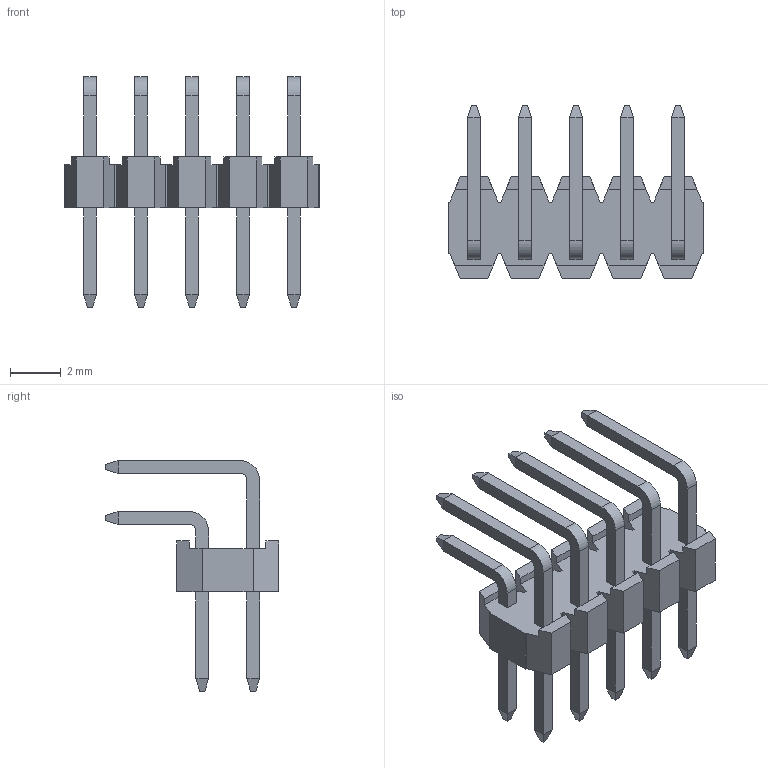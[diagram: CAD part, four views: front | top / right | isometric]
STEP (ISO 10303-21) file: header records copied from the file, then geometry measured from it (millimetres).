
FILE_DESCRIPTION(/* description */ (''),/* implementation_level */ '2;1');
FILE_NAME(/* name */ '314-021-010-xx.stp',/* time_stamp */ '2025-04-08T15:43:58+02:00',/* author */ ('Andreas.Larin'),/* organization */ (''),/* preprocessor_version */ 'ST-DEVELOPER v20',/* originating_system */ 'Autodesk Inventor 2025',/* authorisation */ '');
FILE_SCHEMA (('AUTOMOTIVE_DESIGN { 1 0 10303 214 3 1 1 }'));
Length unit declared in the file: centimetre
Products named in the file (1): 314-021-010-xx
Bounding box: 10 x 6.8 x 9.05 mm (x, y, z)
Volume: 86.8 mm3; surface area: 348.5 mm2
Topology: 1 solids, 1 shells, 286 faces, 712 edges, 448 vertices
Faces by surface type: plane 266, cylinder 20
Entity records: 8299 total; most frequent: CARTESIAN_POINT 1447, ORIENTED_EDGE 1424, DIRECTION 1326, EDGE_CURVE 712, LINE 672, VECTOR 672, VERTEX_POINT 448, AXIS2_PLACEMENT_3D 327
